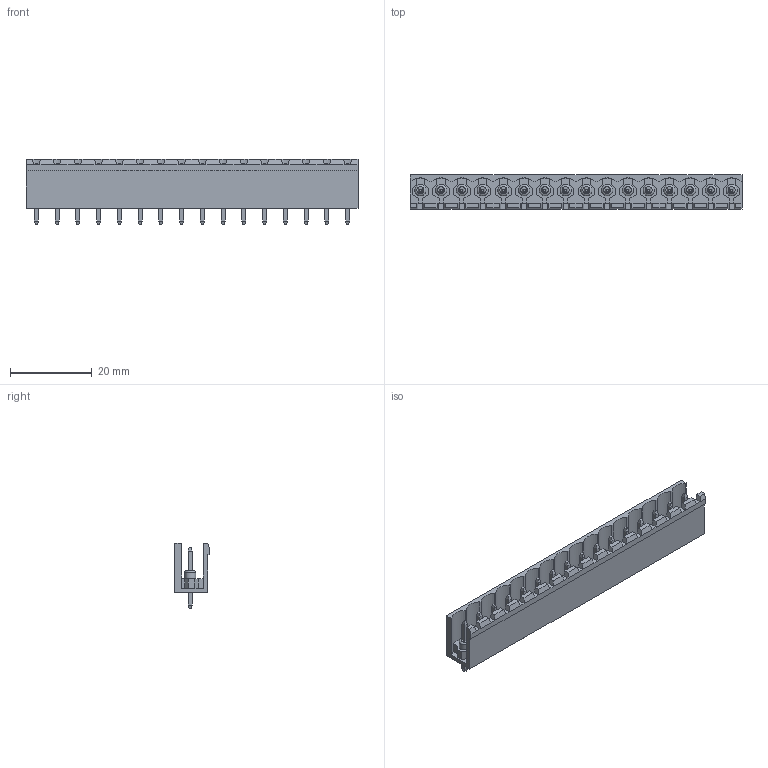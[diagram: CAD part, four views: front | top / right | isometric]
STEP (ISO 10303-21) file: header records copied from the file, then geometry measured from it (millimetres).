
FILE_DESCRIPTION( ( 'Unknown' ), '1' );
FILE_NAME( '691311500016.stp', 'Unknown', ( 'Unknown' ), ( 'Unknown' ), 'PSStep 15.0.49', 'Unknown', ' ' );
FILE_SCHEMA( ( 'AUTOMOTIVE_DESIGN { 1 0 10303 214 1 1 1 1 }' ) );
Length unit declared in the file: millimetre
Products named in the file (3): Assem1; 6913115000xx_PIN; 691311500116
Assembly tree (17 placements, depth 2):
  Assem1
    6913115000xx_PIN  x16
    691311500116
Bounding box: 81.28 x 8.5 x 16 mm (x, y, z)
Volume: 3197 mm3; surface area: 7276.7 mm2
Topology: 17 solids, 17 shells, 767 faces, 2039 edges, 1306 vertices
Faces by surface type: plane 719, cylinder 32, torus 16
Full cylindrical faces by diameter (mm): 2.75 x16
Entity records: 22435 total; most frequent: CARTESIAN_POINT 3196, ORIENTED_EDGE 3142, DIRECTION 2833, EDGE_CURVE 1571, LINE 1459, VECTOR 1459, VERTEX_POINT 1050, AXIS2_PLACEMENT_3D 687
